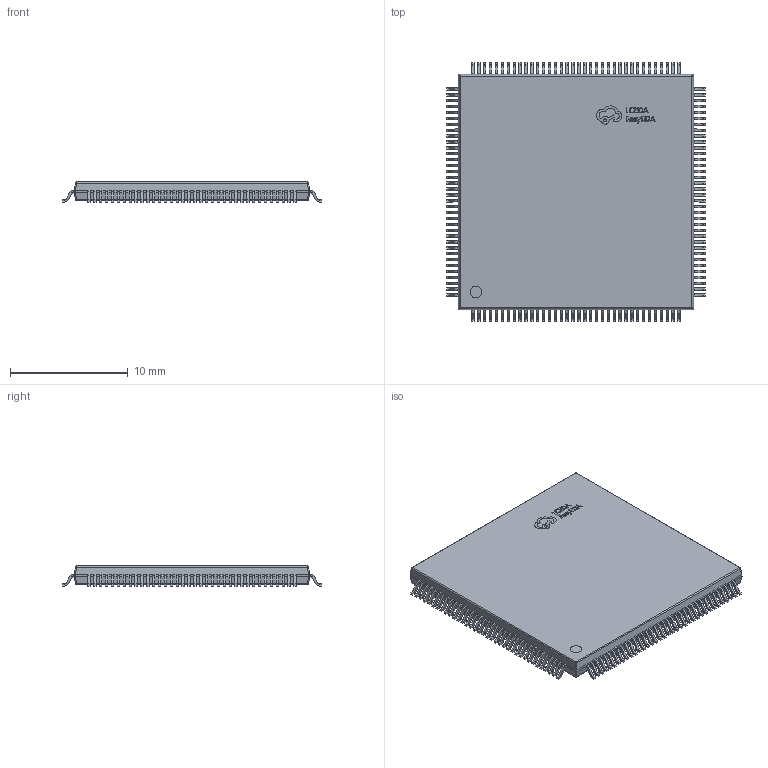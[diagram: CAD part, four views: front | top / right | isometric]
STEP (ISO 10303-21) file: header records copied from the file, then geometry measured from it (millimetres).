
FILE_DESCRIPTION (( 'STEP AP214' ), '1' );
FILE_NAME ('PQFP-144_L20.0-W20.0-H1.6-LS22.0-P0.50.step', '2022-07-09T05:07:01', ( '' ), ( '' ), 'SwSTEP 2.0', 'SolidWorks 2020', '' );
FILE_SCHEMA (( 'AUTOMOTIVE_DESIGN' ));
Length unit declared in the file: millimetre
Products named in the file (1): PQFP-144_L20.0-W20.0-H1.6-LS22.0-P0.50
Bounding box: 22 x 22 x 1.7 mm (x, y, z)
Volume: 642.3 mm3; surface area: 1069.8 mm2
Topology: 1 solids, 1 shells, 3496 faces, 7497 edges, 4030 vertices
Faces by surface type: plane 2778, cylinder 598, bspline 112, sphere 8
Entity records: 128924 total; most frequent: CARTESIAN_POINT 17200, DIRECTION 15195, ORIENTED_EDGE 14994, EDGE_CURVE 7497, LINE 6065, VECTOR 6065, AXIS2_PLACEMENT_3D 4565, VERTEX_POINT 4030
